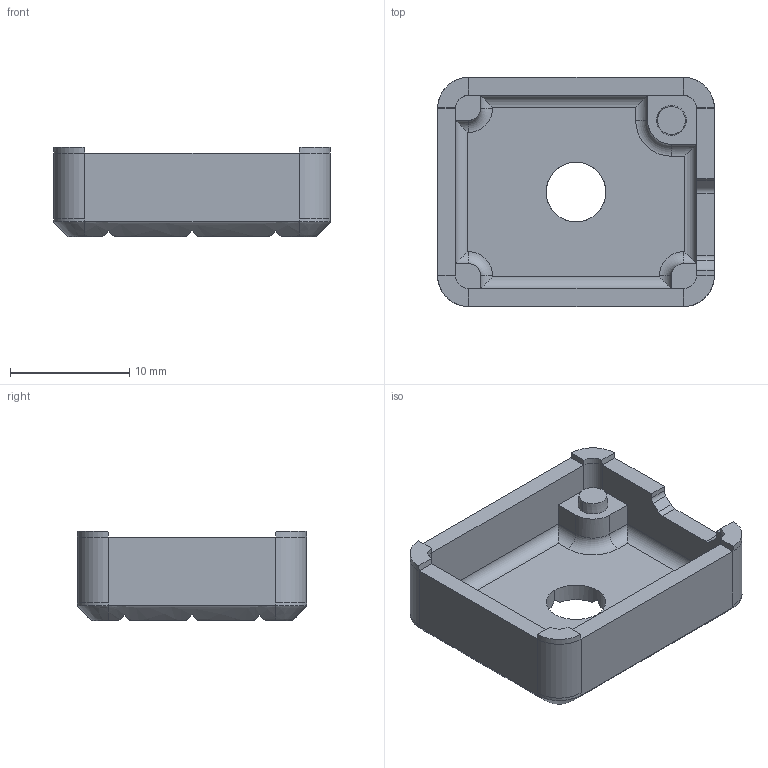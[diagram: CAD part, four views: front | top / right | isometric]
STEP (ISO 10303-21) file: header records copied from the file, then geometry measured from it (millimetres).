
FILE_DESCRIPTION (( 'STEP AP214' ), '1' );
FILE_NAME ('lower.STEP', '2022-02-18T14:40:18', ( '' ), ( '' ), 'SwSTEP 2.0', 'SolidWorks 2022', '' );
FILE_SCHEMA (( 'AUTOMOTIVE_DESIGN' ));
Length unit declared in the file: millimetre
Products named in the file (1): lower
Bounding box: 23.2 x 19.2 x 7.52 mm (x, y, z)
Volume: 1266.4 mm3; surface area: 1768.8 mm2
Topology: 1 solids, 1 shells, 164 faces, 388 edges, 226 vertices
Faces by surface type: plane 108, cylinder 42, bspline 8, torus 4, cone 2
Entity records: 5254 total; most frequent: CARTESIAN_POINT 1707, ORIENTED_EDGE 776, DIRECTION 668, EDGE_CURVE 388, LINE 234, VECTOR 234, VERTEX_POINT 226, AXIS2_PLACEMENT_3D 217
